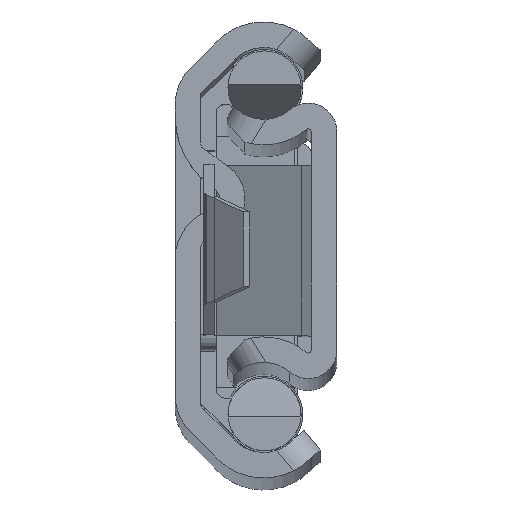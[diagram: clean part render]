
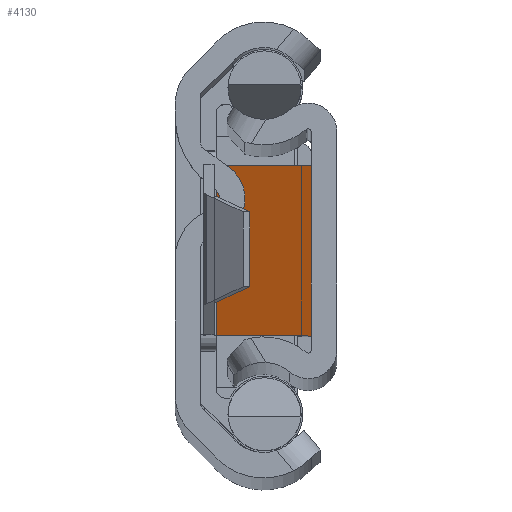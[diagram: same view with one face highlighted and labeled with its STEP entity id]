
A CAD part, top view. The second image highlights one B-rep face of the part: STEP entity #4130.
In plain terms, the highlighted face is planar.
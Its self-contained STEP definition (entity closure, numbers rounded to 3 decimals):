
#94 = EDGE_CURVE ( 'NONE', #4241, #4890, #1191, .T. ) ;
#361 = DIRECTION ( 'NONE',  ( 0.976, 0.22, 0. ) ) ;
#592 = CARTESIAN_POINT ( 'NONE',  ( 47.267, 5.115, -10. ) ) ;
#636 = ORIENTED_EDGE ( 'NONE', *, *, #1678, .T. ) ;
#1191 = LINE ( 'NONE', #8621, #2879 ) ;
#1312 = DIRECTION ( 'NONE',  ( 0.976, 0.22, 0. ) ) ;
#1505 = CARTESIAN_POINT ( 'NONE',  ( 21.867, -0.6, 0. ) ) ;
#1678 = EDGE_CURVE ( 'NONE', #9131, #4241, #4929, .T. ) ;
#1729 = EDGE_CURVE ( 'NONE', #2007, #4890, #8412, .T. ) ;
#2007 = VERTEX_POINT ( 'NONE', #1505 ) ;
#2879 = VECTOR ( 'NONE', #4233, 1000. ) ;
#3454 = VECTOR ( 'NONE', #361, 1000. ) ;
#3484 = FACE_OUTER_BOUND ( 'NONE', #6301, .T. ) ;
#3679 = EDGE_CURVE ( 'NONE', #9131, #2007, #7105, .T. ) ;
#3773 = CARTESIAN_POINT ( 'NONE',  ( 21.867, -0.6, -10. ) ) ;
#3890 = AXIS2_PLACEMENT_3D ( 'NONE', #592, #5610, #1312 ) ;
#4130 = ADVANCED_FACE ( 'NONE', ( #3484 ), #4297, .T. ) ;
#4233 = DIRECTION ( 'NONE',  ( 0., 0., 1. ) ) ;
#4241 = VERTEX_POINT ( 'NONE', #8742 ) ;
#4297 = PLANE ( 'NONE',  #3890 ) ;
#4730 = CARTESIAN_POINT ( 'NONE',  ( 47.267, 5.115, 0. ) ) ;
#4828 = VECTOR ( 'NONE', #9216, 1000. ) ;
#4890 = VERTEX_POINT ( 'NONE', #7601 ) ;
#4929 = LINE ( 'NONE', #6284, #4828 ) ;
#5610 = DIRECTION ( 'NONE',  ( 0.22, -0.976, 0. ) ) ;
#5778 = ORIENTED_EDGE ( 'NONE', *, *, #1729, .F. ) ;
#6284 = CARTESIAN_POINT ( 'NONE',  ( 47.267, 5.115, -10. ) ) ;
#6301 = EDGE_LOOP ( 'NONE', ( #5778, #8837, #636, #9453 ) ) ;
#6478 = CARTESIAN_POINT ( 'NONE',  ( 21.867, -0.6, -10. ) ) ;
#7105 = LINE ( 'NONE', #6478, #8692 ) ;
#7601 = CARTESIAN_POINT ( 'NONE',  ( 47.267, 5.115, 0. ) ) ;
#8412 = LINE ( 'NONE', #4730, #3454 ) ;
#8621 = CARTESIAN_POINT ( 'NONE',  ( 47.267, 5.115, -10. ) ) ;
#8692 = VECTOR ( 'NONE', #8716, 1000. ) ;
#8716 = DIRECTION ( 'NONE',  ( 0., 0., 1. ) ) ;
#8742 = CARTESIAN_POINT ( 'NONE',  ( 47.267, 5.115, -10. ) ) ;
#8837 = ORIENTED_EDGE ( 'NONE', *, *, #3679, .F. ) ;
#9131 = VERTEX_POINT ( 'NONE', #3773 ) ;
#9216 = DIRECTION ( 'NONE',  ( 0.976, 0.22, 0. ) ) ;
#9453 = ORIENTED_EDGE ( 'NONE', *, *, #94, .T. ) ;
